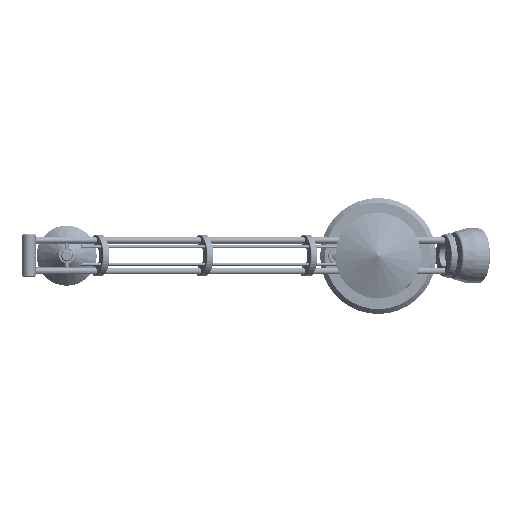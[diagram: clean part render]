
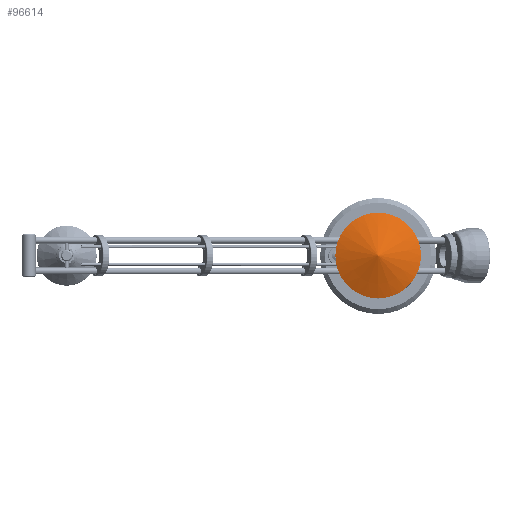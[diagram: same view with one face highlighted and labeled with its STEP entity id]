
A CAD part, top view. The second image highlights one B-rep face of the part: STEP entity #96614.
In plain terms, the highlighted conical face has half-angle 70 degrees and reference radius 0.25 mm.
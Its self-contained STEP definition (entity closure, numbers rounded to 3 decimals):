
#96488 = VERTEX_POINT('',#96489);
#96489 = CARTESIAN_POINT('',(0.,-62.75,375.252));
#96494 = EDGE_CURVE('',#96488,#96488,#96495,.T.);
#96495 = CIRCLE('',#96496,62.75);
#96496 = AXIS2_PLACEMENT_3D('',#96497,#96498,#96499);
#96497 = CARTESIAN_POINT('',(0.,0.,
    375.252));
#96498 = DIRECTION('',(0.,-0.,-1.));
#96499 = DIRECTION('',(0.,-1.,0.));
#96510 = EDGE_CURVE('',#96511,#96511,#96513,.T.);
#96511 = VERTEX_POINT('',#96512);
#96512 = CARTESIAN_POINT('',(0.,-0.25,398.));
#96513 = CIRCLE('',#96514,0.25);
#96514 = AXIS2_PLACEMENT_3D('',#96515,#96516,#96517);
#96515 = CARTESIAN_POINT('',(0.,0.,398.
    ));
#96516 = DIRECTION('',(-0.,0.,1.));
#96517 = DIRECTION('',(0.,-1.,0.));
#96614 = ADVANCED_FACE('',(#96615),#96625,.T.);
#96615 = FACE_BOUND('',#96616,.T.);
#96616 = EDGE_LOOP('',(#96617,#96618,#96623,#96624));
#96617 = ORIENTED_EDGE('',*,*,#96494,.F.);
#96618 = ORIENTED_EDGE('',*,*,#96619,.F.);
#96619 = EDGE_CURVE('',#96511,#96488,#96620,.T.);
#96620 = B_SPLINE_CURVE_WITH_KNOTS('',1,(#96621,#96622),.UNSPECIFIED.,
  .F.,.F.,(2,2),(0.,66.511),.PIECEWISE_BEZIER_KNOTS.);
#96621 = CARTESIAN_POINT('',(0.,-0.25,398.));
#96622 = CARTESIAN_POINT('',(0.,-62.75,
    375.252));
#96623 = ORIENTED_EDGE('',*,*,#96510,.F.);
#96624 = ORIENTED_EDGE('',*,*,#96619,.T.);
#96625 = CONICAL_SURFACE('',#96626,0.25,1.222);
#96626 = AXIS2_PLACEMENT_3D('',#96627,#96628,#96629);
#96627 = CARTESIAN_POINT('',(0.,0.,398.
    ));
#96628 = DIRECTION('',(0.,0.,-1.));
#96629 = DIRECTION('',(0.,1.,0.));
